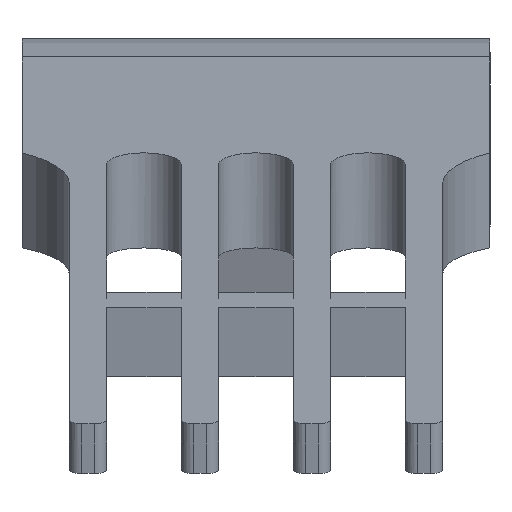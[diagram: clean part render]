
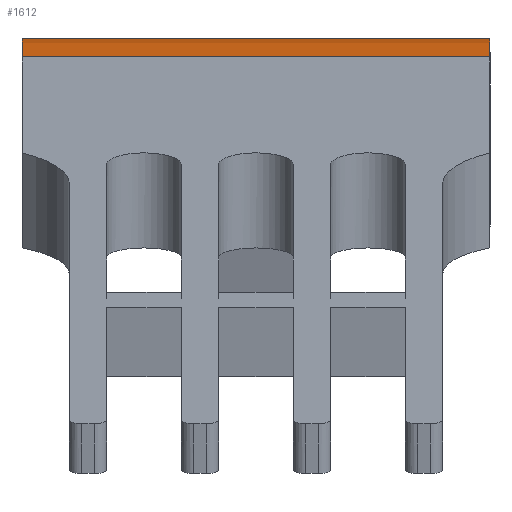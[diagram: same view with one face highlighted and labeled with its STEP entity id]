
A CAD part, left-side view. The second image highlights one B-rep face of the part: STEP entity #1612.
In plain terms, the highlighted cylindrical face has radius 15 mm (diameter 30 mm), a partial arc.
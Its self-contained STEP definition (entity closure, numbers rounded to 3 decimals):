
#88=CYLINDRICAL_SURFACE('',#1781,15.);
#112=CIRCLE('',#1726,15.);
#129=CIRCLE('',#1782,15.);
#194=FACE_OUTER_BOUND('',#284,.T.);
#284=EDGE_LOOP('',(#1394,#1395,#1396,#1397));
#404=LINE('',#2576,#574);
#444=LINE('',#2685,#614);
#574=VECTOR('',#2073,10.);
#614=VECTOR('',#2189,10.);
#713=VERTEX_POINT('',#2489);
#714=VERTEX_POINT('',#2491);
#754=VERTEX_POINT('',#2575);
#785=VERTEX_POINT('',#2683);
#898=EDGE_CURVE('',#714,#713,#112,.T.);
#940=EDGE_CURVE('',#754,#714,#404,.T.);
#995=EDGE_CURVE('',#713,#785,#444,.T.);
#1011=EDGE_CURVE('',#785,#754,#129,.T.);
#1394=ORIENTED_EDGE('',*,*,#898,.T.);
#1395=ORIENTED_EDGE('',*,*,#995,.T.);
#1396=ORIENTED_EDGE('',*,*,#1011,.T.);
#1397=ORIENTED_EDGE('',*,*,#940,.T.);
#1612=ADVANCED_FACE('',(#194),#88,.T.);
#1726=AXIS2_PLACEMENT_3D('',#2492,#2012,#2013);
#1781=AXIS2_PLACEMENT_3D('',#2710,#2205,#2206);
#1782=AXIS2_PLACEMENT_3D('',#2711,#2207,#2208);
#2012=DIRECTION('center_axis',(0.,-1.,0.));
#2013=DIRECTION('ref_axis',(-0.008,0.,1.));
#2073=DIRECTION('',(0.,1.,0.));
#2189=DIRECTION('',(0.,-1.,0.));
#2205=DIRECTION('center_axis',(0.,1.,0.));
#2206=DIRECTION('ref_axis',(-0.008,0.,1.));
#2207=DIRECTION('center_axis',(0.,1.,0.));
#2208=DIRECTION('ref_axis',(-0.008,0.,1.));
#2489=CARTESIAN_POINT('',(-198.704,9.4,6.791));
#2491=CARTESIAN_POINT('',(-189.609,9.4,6.859));
#2492=CARTESIAN_POINT('Origin',(-194.049,9.4,-7.469));
#2575=CARTESIAN_POINT('',(-189.609,-9.4,6.859));
#2576=CARTESIAN_POINT('',(-189.609,0.,6.859));
#2683=CARTESIAN_POINT('',(-198.704,-9.4,6.791));
#2685=CARTESIAN_POINT('',(-198.704,0.,6.791));
#2710=CARTESIAN_POINT('Origin',(-194.049,0.,-7.469));
#2711=CARTESIAN_POINT('Origin',(-194.049,-9.4,-7.469));
